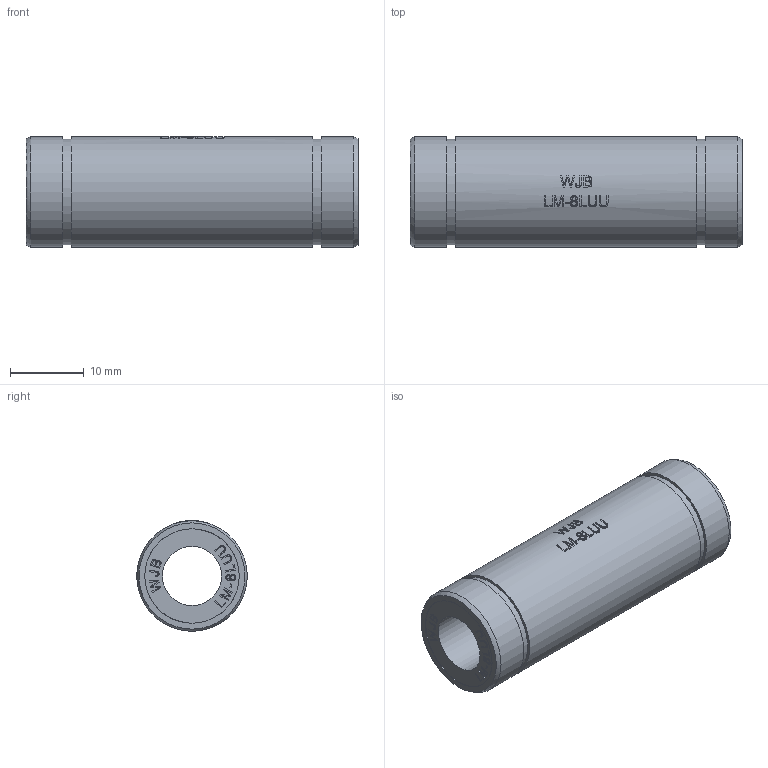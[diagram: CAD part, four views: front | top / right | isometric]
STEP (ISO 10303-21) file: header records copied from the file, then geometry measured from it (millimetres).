
FILE_DESCRIPTION(/* description */ (''),/* implementation_level */ '2;1');
FILE_NAME(/* name */ 'WJB-LM8LUU.stp',/* time_stamp */ '2018-09-04T23:14:05+08:00',/* author */ (''),/* organization */ (''),/* preprocessor_version */ 'ST-DEVELOPER v11',/* originating_system */ 'SIEMENS UGS NX 6.0',/* authorisation */ '');
FILE_SCHEMA (('CONFIG_CONTROL_DESIGN'));
Length unit declared in the file: millimetre
Products named in the file (1): WJB-LM8LUU
Bounding box: 45 x 15 x 15 mm (x, y, z)
Volume: 5627 mm3; surface area: 3564.8 mm2
Topology: 1 solids, 1 shells, 285 faces, 719 edges, 484 vertices
Faces by surface type: plane 174, extrusion 87, cylinder 22, torus 2
Full cylindrical faces by diameter (mm): 8 x1, 12.8 x2, 14.3 x2, 15 x3
Entity records: 11518 total; most frequent: CARTESIAN_POINT 5086, ORIENTED_EDGE 1418, DIRECTION 966, EDGE_CURVE 709, VERTEX_POINT 484, VECTOR 452, B_SPLINE_CURVE_WITH_KNOTS 373, LINE 365
